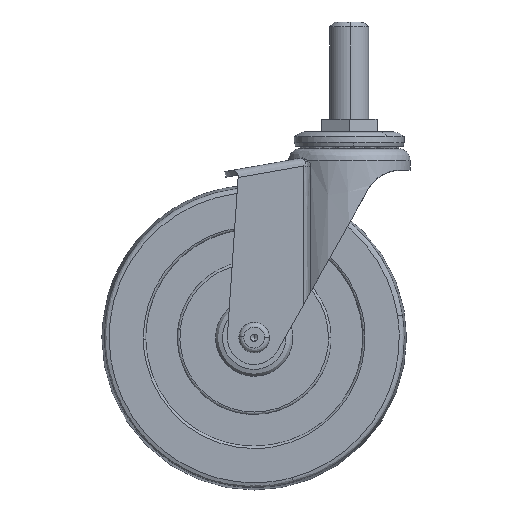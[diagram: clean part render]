
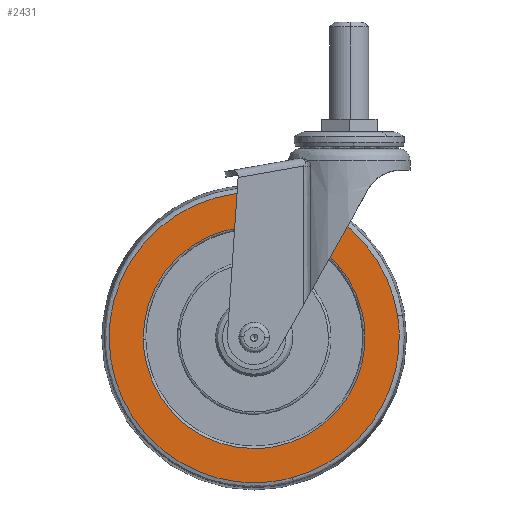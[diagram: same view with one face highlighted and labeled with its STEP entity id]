
A CAD part, front view. The second image highlights one B-rep face of the part: STEP entity #2431.
In plain terms, the highlighted free-form (B-spline) face has degree [1, 1] with [2, 2] control points.
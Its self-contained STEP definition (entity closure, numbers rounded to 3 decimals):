
#1057=CARTESIAN_POINT('',(45.389,-13.5,3.173));
#1058=VERTEX_POINT('',#1057);
#1059=CARTESIAN_POINT('',(0.0,-13.5,-45.5));
#1060=VERTEX_POINT('',#1059);
#1061=CARTESIAN_POINT('',(45.389,-13.5,3.173));
#1062=CARTESIAN_POINT('',(45.5,-13.5,1.588));
#1063=CARTESIAN_POINT('',(45.5,-13.5,0.));
#1064=CARTESIAN_POINT('',(45.5,-13.5,-45.5));
#1065=CARTESIAN_POINT('',(0.0,-13.5,-45.5));
#1073=(BOUNDED_CURVE()B_SPLINE_CURVE(2,(#1061,#1062,#1063,#1064,#1065),.UNSPECIFIED.,.F.,.U.)B_SPLINE_CURVE_WITH_KNOTS((3,2,3),(0.238,0.25,0.5),.UNSPECIFIED.)CURVE()GEOMETRIC_REPRESENTATION_ITEM()RATIONAL_B_SPLINE_CURVE((0.973,0.986,1.0,0.707,1.0))REPRESENTATION_ITEM(''));
#1074=EDGE_CURVE('',#1058,#1060,#1073,.T.);
#1092=CARTESIAN_POINT('',(-45.496,-13.5,-0.572));
#1093=VERTEX_POINT('',#1092);
#1107=CARTESIAN_POINT('',(0.0,-13.5,-45.5));
#1108=CARTESIAN_POINT('',(-44.932,-13.5,-45.5));
#1109=CARTESIAN_POINT('',(-45.496,-13.5,-0.572));
#1117=(BOUNDED_CURVE()B_SPLINE_CURVE(2,(#1107,#1108,#1109),.UNSPECIFIED.,.F.,.U.)B_SPLINE_CURVE_WITH_KNOTS((3,3),(0.5,0.748),.UNSPECIFIED.)CURVE()GEOMETRIC_REPRESENTATION_ITEM()RATIONAL_B_SPLINE_CURVE((1.0,0.71,0.995))REPRESENTATION_ITEM(''));
#1118=EDGE_CURVE('',#1060,#1093,#1117,.T.);
#1146=CARTESIAN_POINT('',(0.0,-13.5,45.5));
#1147=VERTEX_POINT('',#1146);
#1148=CARTESIAN_POINT('',(0.0,-13.5,45.5));
#1149=CARTESIAN_POINT('',(42.43,-13.5,45.5));
#1150=CARTESIAN_POINT('',(45.389,-13.5,3.173));
#1158=(BOUNDED_CURVE()B_SPLINE_CURVE(2,(#1148,#1149,#1150),.UNSPECIFIED.,.F.,.U.)B_SPLINE_CURVE_WITH_KNOTS((3,3),(0.0,0.238),.UNSPECIFIED.)CURVE()GEOMETRIC_REPRESENTATION_ITEM()RATIONAL_B_SPLINE_CURVE((1.0,0.721,0.973))REPRESENTATION_ITEM(''));
#1159=EDGE_CURVE('',#1147,#1058,#1158,.T.);
#1161=CARTESIAN_POINT('',(-45.496,-13.5,-0.572));
#1162=CARTESIAN_POINT('',(-45.5,-13.5,-0.286));
#1163=CARTESIAN_POINT('',(-45.5,-13.5,0.));
#1164=CARTESIAN_POINT('',(-45.5,-13.5,45.5));
#1165=CARTESIAN_POINT('',(0.0,-13.5,45.5));
#1173=(BOUNDED_CURVE()B_SPLINE_CURVE(2,(#1161,#1162,#1163,#1164,#1165),.UNSPECIFIED.,.F.,.U.)B_SPLINE_CURVE_WITH_KNOTS((3,2,3),(0.748,0.75,1.0),.UNSPECIFIED.)CURVE()GEOMETRIC_REPRESENTATION_ITEM()RATIONAL_B_SPLINE_CURVE((0.995,0.997,1.0,0.707,1.0))REPRESENTATION_ITEM(''));
#1174=EDGE_CURVE('',#1093,#1147,#1173,.T.);
#1411=CARTESIAN_POINT('',(15.676,-13.5,-57.419));
#1412=VERTEX_POINT('',#1411);
#1413=CARTESIAN_POINT('',(58.845,-13.5,8.942));
#1414=VERTEX_POINT('',#1413);
#1415=CARTESIAN_POINT('',(15.676,-13.5,-57.419));
#1416=CARTESIAN_POINT('',(59.521,-13.5,-45.449));
#1417=CARTESIAN_POINT('',(59.521,-13.5,0.));
#1418=CARTESIAN_POINT('',(59.521,-13.5,4.496));
#1419=CARTESIAN_POINT('',(58.845,-13.5,8.942));
#1427=(BOUNDED_CURVE()B_SPLINE_CURVE(2,(#1415,#1416,#1417,#1418,#1419),.UNSPECIFIED.,.F.,.U.)B_SPLINE_CURVE_WITH_KNOTS((3,2,3),(0.045,0.25,0.276),.UNSPECIFIED.)CURVE()GEOMETRIC_REPRESENTATION_ITEM()RATIONAL_B_SPLINE_CURVE((0.914,0.76,1.0,0.97,0.946))REPRESENTATION_ITEM(''));
#1428=EDGE_CURVE('',#1412,#1414,#1427,.T.);
#1513=CARTESIAN_POINT('',(0.0,-13.5,-59.521));
#1514=VERTEX_POINT('',#1513);
#1515=CARTESIAN_POINT('',(0.0,-13.5,-59.521));
#1516=CARTESIAN_POINT('',(7.979,-13.5,-59.521));
#1517=CARTESIAN_POINT('',(15.676,-13.5,-57.419));
#1525=(BOUNDED_CURVE()B_SPLINE_CURVE(2,(#1515,#1516,#1517),.UNSPECIFIED.,.F.,.U.)B_SPLINE_CURVE_WITH_KNOTS((3,3),(0.0,0.045),.UNSPECIFIED.)CURVE()GEOMETRIC_REPRESENTATION_ITEM()RATIONAL_B_SPLINE_CURVE((1.0,0.947,0.914))REPRESENTATION_ITEM(''));
#1526=EDGE_CURVE('',#1514,#1412,#1525,.T.);
#1528=CARTESIAN_POINT('',(0.0,-13.5,59.521));
#1529=VERTEX_POINT('',#1528);
#1530=CARTESIAN_POINT('',(0.0,-13.5,59.521));
#1531=CARTESIAN_POINT('',(-59.521,-13.5,59.521));
#1532=CARTESIAN_POINT('',(-59.521,-13.5,0.));
#1533=CARTESIAN_POINT('',(-59.521,-13.5,-59.521));
#1534=CARTESIAN_POINT('',(0.0,-13.5,-59.521));
#1542=(BOUNDED_CURVE()B_SPLINE_CURVE(2,(#1530,#1531,#1532,#1533,#1534),.UNSPECIFIED.,.F.,.U.)B_SPLINE_CURVE_WITH_KNOTS((3,2,3),(0.5,0.75,1.0),.UNSPECIFIED.)CURVE()GEOMETRIC_REPRESENTATION_ITEM()RATIONAL_B_SPLINE_CURVE((1.0,0.707,1.0,0.707,1.0))REPRESENTATION_ITEM(''));
#1543=EDGE_CURVE('',#1529,#1514,#1542,.T.);
#1545=CARTESIAN_POINT('',(58.845,-13.5,8.942));
#1546=CARTESIAN_POINT('',(51.16,-13.5,59.521));
#1547=CARTESIAN_POINT('',(0.0,-13.5,59.521));
#1555=(BOUNDED_CURVE()B_SPLINE_CURVE(2,(#1545,#1546,#1547),.UNSPECIFIED.,.F.,.U.)B_SPLINE_CURVE_WITH_KNOTS((3,3),(0.276,0.5),.UNSPECIFIED.)CURVE()GEOMETRIC_REPRESENTATION_ITEM()RATIONAL_B_SPLINE_CURVE((0.946,0.737,1.0))REPRESENTATION_ITEM(''));
#1556=EDGE_CURVE('',#1414,#1529,#1555,.T.);
#2414=CARTESIAN_POINT('',(-65.467,-13.5,-65.467));
#2415=CARTESIAN_POINT('',(-65.467,-13.5,65.467));
#2416=CARTESIAN_POINT('',(65.466,-13.5,-65.467));
#2417=CARTESIAN_POINT('',(65.466,-13.5,65.467));
#2418=B_SPLINE_SURFACE_WITH_KNOTS('',1,1,((#2414,#2416),(#2415,#2417)),.UNSPECIFIED.,.F.,.F.,.U.,(2,2),(2,2),(0.0,130.933),(0.0,130.932),.UNSPECIFIED.);
#2419=ORIENTED_EDGE('',*,*,#1526,.T.);
#2420=ORIENTED_EDGE('',*,*,#1428,.T.);
#2421=ORIENTED_EDGE('',*,*,#1556,.T.);
#2422=ORIENTED_EDGE('',*,*,#1543,.T.);
#2423=EDGE_LOOP('',(#2419,#2420,#2421,#2422));
#2424=FACE_OUTER_BOUND('',#2423,.T.);
#2425=ORIENTED_EDGE('',*,*,#1118,.T.);
#2426=ORIENTED_EDGE('',*,*,#1174,.T.);
#2427=ORIENTED_EDGE('',*,*,#1159,.T.);
#2428=ORIENTED_EDGE('',*,*,#1074,.T.);
#2429=EDGE_LOOP('',(#2425,#2426,#2427,#2428));
#2430=FACE_BOUND('',#2429,.T.);
#2431=ADVANCED_FACE('',(#2424,#2430),#2418,.F.);
